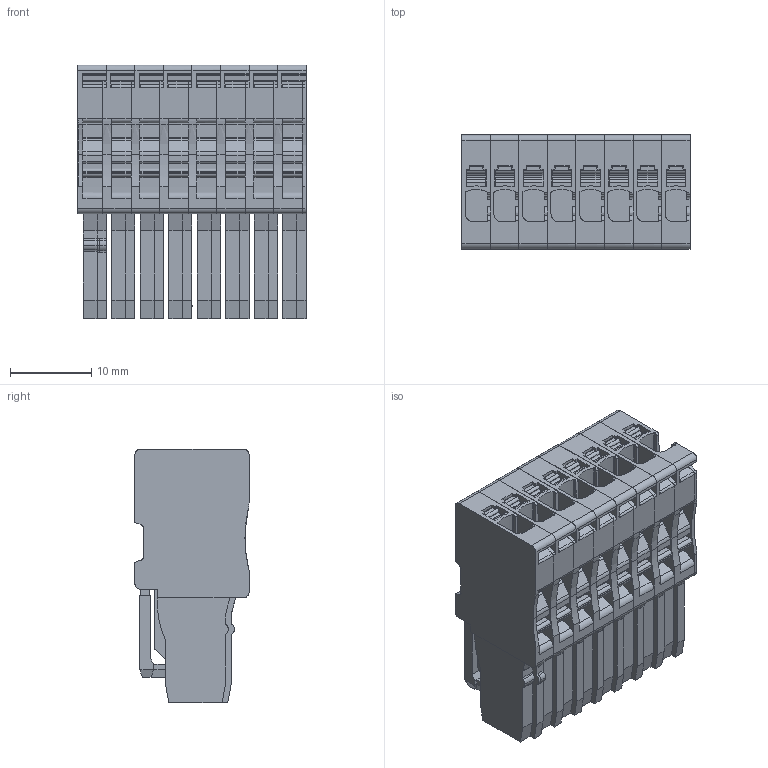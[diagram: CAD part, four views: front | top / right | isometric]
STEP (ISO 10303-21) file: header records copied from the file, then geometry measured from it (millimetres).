
FILE_DESCRIPTION(('CATIA V5 STEP Exchange','CAx-IF Rec.Pracs.--- Model Styling and Organization---1.4--- 2014-01-23'),'2;1');
FILE_NAME ('1206389-8_1', '2020-01-13T07:07:06+00:00', ('none'), ('Weidmueller'), 'CATIA Version 5-6 Release 2016 SP3 HF44', 'CATIA V5 STEP AP214', 'none');
FILE_SCHEMA(('AUTOMOTIVE_DESIGN { 1 0 10303 214 1 1 1 1 }'));
Products named in the file (1): 2719810000
Bounding box: 28 x 14 x 31.15 mm (x, y, z)
Volume: 7943.6 mm3; surface area: 12024.5 mm2
Topology: 17 solids, 17 shells, 2990 faces, 8772 edges, 5930 vertices
Faces by surface type: plane 1744, cylinder 1246
Entity records: 104974 total; most frequent: CARTESIAN_POINT 27499, ORIENTED_EDGE 17544, DIRECTION 13099, EDGE_CURVE 8772, VERTEX_POINT 5930, VECTOR 5885, LINE 5885, AXIS2_PLACEMENT_3D 4418
